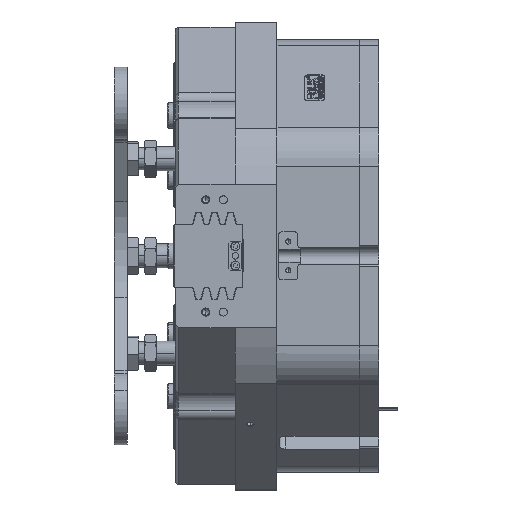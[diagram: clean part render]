
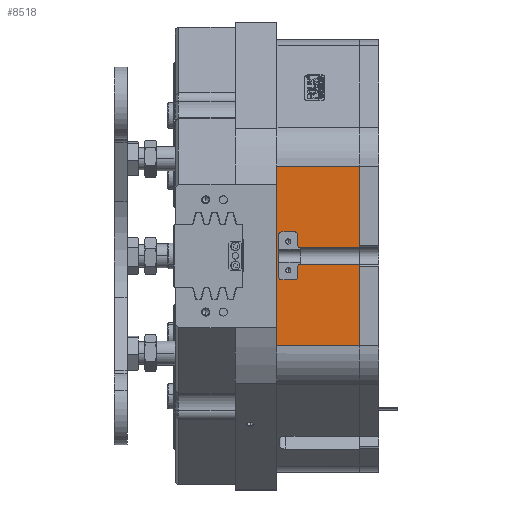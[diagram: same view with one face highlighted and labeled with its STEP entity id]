
A CAD part, left-side view. The second image highlights one B-rep face of the part: STEP entity #8518.
In plain terms, the highlighted planar face has unit normal (-1, 0, 0).
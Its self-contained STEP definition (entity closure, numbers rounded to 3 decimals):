
#633 = CARTESIAN_POINT ( 'NONE',  ( -119., 0., 56.003 ) ) ;
#906 = LINE ( 'NONE', #33034, #18308 ) ;
#917 = ORIENTED_EDGE ( 'NONE', *, *, #20036, .T. ) ;
#1707 = EDGE_CURVE ( 'NONE', #28307, #38989, #19516, .T. ) ;
#2883 = CARTESIAN_POINT ( 'NONE',  ( -119., 38.5, 13. ) ) ;
#3353 = CARTESIAN_POINT ( 'NONE',  ( -119., 637.01, -5.5 ) ) ;
#3826 = EDGE_CURVE ( 'NONE', #61562, #22454, #23890, .T. ) ;
#4259 = VECTOR ( 'NONE', #39153, 1000. ) ;
#4292 = VERTEX_POINT ( 'NONE', #13410 ) ;
#4597 = VERTEX_POINT ( 'NONE', #34564 ) ;
#5021 = EDGE_CURVE ( 'NONE', #47521, #44466, #56582, .T. ) ;
#5209 = VERTEX_POINT ( 'NONE', #16914 ) ;
#5594 = ORIENTED_EDGE ( 'NONE', *, *, #24836, .T. ) ;
#6977 = CARTESIAN_POINT ( 'NONE',  ( -119., 0., -56.003 ) ) ;
#7494 = VERTEX_POINT ( 'NONE', #50840 ) ;
#7530 = DIRECTION ( 'NONE',  ( -1., 0., 0. ) ) ;
#8318 = VECTOR ( 'NONE', #33475, 1000. ) ;
#8352 = EDGE_CURVE ( 'NONE', #32061, #4597, #50210, .T. ) ;
#8518 = ADVANCED_FACE ( 'NONE', ( #32638 ), #15170, .T. ) ;
#8941 = CARTESIAN_POINT ( 'NONE',  ( -119., 40.5, -13. ) ) ;
#10082 = DIRECTION ( 'NONE',  ( 0., 0., 1. ) ) ;
#10487 = DIRECTION ( 'NONE',  ( 0., 0., -1. ) ) ;
#10640 = DIRECTION ( 'NONE',  ( -1., 0., 0. ) ) ;
#10649 = CARTESIAN_POINT ( 'NONE',  ( -119., 0., 5.5 ) ) ;
#12196 = ORIENTED_EDGE ( 'NONE', *, *, #19715, .F. ) ;
#12563 = DIRECTION ( 'NONE',  ( 0., 0., 1. ) ) ;
#12808 = ORIENTED_EDGE ( 'NONE', *, *, #13369, .F. ) ;
#12876 = LINE ( 'NONE', #59303, #30406 ) ;
#13354 = CIRCLE ( 'NONE', #27491, 1. ) ;
#13369 = EDGE_CURVE ( 'NONE', #5209, #7494, #44857, .T. ) ;
#13410 = CARTESIAN_POINT ( 'NONE',  ( -119., 50.5, 13. ) ) ;
#13464 = ORIENTED_EDGE ( 'NONE', *, *, #56864, .F. ) ;
#14199 = DIRECTION ( 'NONE',  ( 0., 0., 1. ) ) ;
#14683 = DIRECTION ( 'NONE',  ( 0., 1., 0. ) ) ;
#14716 = AXIS2_PLACEMENT_3D ( 'NONE', #8941, #42969, #37620 ) ;
#15170 = PLANE ( 'NONE',  #61229 ) ;
#15491 = ORIENTED_EDGE ( 'NONE', *, *, #32385, .F. ) ;
#15507 = ORIENTED_EDGE ( 'NONE', *, *, #1707, .F. ) ;
#16044 = CARTESIAN_POINT ( 'NONE',  ( -119., 50.5, -13. ) ) ;
#16255 = CARTESIAN_POINT ( 'NONE',  ( -119., 40.5, 15. ) ) ;
#16823 = ORIENTED_EDGE ( 'NONE', *, *, #50265, .T. ) ;
#16914 = CARTESIAN_POINT ( 'NONE',  ( -119., 51.8, -56.003 ) ) ;
#17106 = DIRECTION ( 'NONE',  ( 0., 1., 0. ) ) ;
#17534 = VECTOR ( 'NONE', #49039, 1000. ) ;
#17744 = LINE ( 'NONE', #31096, #45940 ) ;
#18119 = CARTESIAN_POINT ( 'NONE',  ( -119., 48.5, -15. ) ) ;
#18308 = VECTOR ( 'NONE', #18765, 1000. ) ;
#18765 = DIRECTION ( 'NONE',  ( 0., 0., -1. ) ) ;
#19087 = DIRECTION ( 'NONE',  ( -1., 0., 0. ) ) ;
#19132 = LINE ( 'NONE', #39060, #29778 ) ;
#19516 = LINE ( 'NONE', #26719, #46976 ) ;
#19715 = EDGE_CURVE ( 'NONE', #4597, #54689, #19132, .T. ) ;
#20036 = EDGE_CURVE ( 'NONE', #5209, #54689, #51116, .T. ) ;
#20562 = ORIENTED_EDGE ( 'NONE', *, *, #28596, .F. ) ;
#20962 = CARTESIAN_POINT ( 'NONE',  ( -119., 37.5, 5.5 ) ) ;
#21671 = VERTEX_POINT ( 'NONE', #2883 ) ;
#21738 = EDGE_CURVE ( 'NONE', #38989, #4292, #58582, .T. ) ;
#22454 = VERTEX_POINT ( 'NONE', #18119 ) ;
#22470 = DIRECTION ( 'NONE',  ( 0., 0., 1. ) ) ;
#23348 = VERTEX_POINT ( 'NONE', #41436 ) ;
#23890 = CIRCLE ( 'NONE', #29996, 2. ) ;
#24414 = CARTESIAN_POINT ( 'NONE',  ( -119., 38.5, -13. ) ) ;
#24591 = DIRECTION ( 'NONE',  ( 0., 1., 0. ) ) ;
#24836 = EDGE_CURVE ( 'NONE', #23348, #44466, #13354, .T. ) ;
#25149 = ORIENTED_EDGE ( 'NONE', *, *, #3826, .F. ) ;
#25354 = VERTEX_POINT ( 'NONE', #24414 ) ;
#26719 = CARTESIAN_POINT ( 'NONE',  ( -119., 637.01, 15. ) ) ;
#26995 = ORIENTED_EDGE ( 'NONE', *, *, #37614, .F. ) ;
#27491 = AXIS2_PLACEMENT_3D ( 'NONE', #39804, #10640, #35298 ) ;
#27577 = CIRCLE ( 'NONE', #41892, 1. ) ;
#28079 = ORIENTED_EDGE ( 'NONE', *, *, #8352, .F. ) ;
#28307 = VERTEX_POINT ( 'NONE', #16255 ) ;
#28596 = EDGE_CURVE ( 'NONE', #4292, #61562, #12876, .T. ) ;
#28803 = DIRECTION ( 'NONE',  ( -1., 0., 0. ) ) ;
#29150 = ORIENTED_EDGE ( 'NONE', *, *, #53858, .F. ) ;
#29299 = CARTESIAN_POINT ( 'NONE',  ( -119., 48.5, -13. ) ) ;
#29778 = VECTOR ( 'NONE', #49513, 1000. ) ;
#29996 = AXIS2_PLACEMENT_3D ( 'NONE', #29299, #19087, #58130 ) ;
#30111 = VERTEX_POINT ( 'NONE', #54849 ) ;
#30362 = VECTOR ( 'NONE', #14199, 1000. ) ;
#30406 = VECTOR ( 'NONE', #10487, 1000. ) ;
#31096 = CARTESIAN_POINT ( 'NONE',  ( -119., 38.5, 206.114 ) ) ;
#32061 = VERTEX_POINT ( 'NONE', #56334 ) ;
#32130 = VECTOR ( 'NONE', #24591, 1000. ) ;
#32385 = EDGE_CURVE ( 'NONE', #41031, #25354, #49061, .T. ) ;
#32638 = FACE_OUTER_BOUND ( 'NONE', #54742, .T. ) ;
#32943 = ORIENTED_EDGE ( 'NONE', *, *, #21738, .F. ) ;
#33034 = CARTESIAN_POINT ( 'NONE',  ( -119., 0., 206.114 ) ) ;
#33469 = CARTESIAN_POINT ( 'NONE',  ( -119., 38.5, 206.114 ) ) ;
#33475 = DIRECTION ( 'NONE',  ( 0., -1., 0. ) ) ;
#34205 = AXIS2_PLACEMENT_3D ( 'NONE', #42484, #41860, #22470 ) ;
#34564 = CARTESIAN_POINT ( 'NONE',  ( -119., 0., -5.5 ) ) ;
#34609 = VERTEX_POINT ( 'NONE', #633 ) ;
#35298 = DIRECTION ( 'NONE',  ( 0., 0., 1. ) ) ;
#36441 = CARTESIAN_POINT ( 'NONE',  ( -119., 48.5, 15. ) ) ;
#36988 = CARTESIAN_POINT ( 'NONE',  ( -119., 37.5, -6.5 ) ) ;
#37614 = EDGE_CURVE ( 'NONE', #22454, #41031, #51456, .T. ) ;
#37620 = DIRECTION ( 'NONE',  ( 0., 0., 1. ) ) ;
#38972 = ORIENTED_EDGE ( 'NONE', *, *, #41585, .F. ) ;
#38989 = VERTEX_POINT ( 'NONE', #36441 ) ;
#39060 = CARTESIAN_POINT ( 'NONE',  ( -119., 0., 206.114 ) ) ;
#39153 = DIRECTION ( 'NONE',  ( 0., -1., 0. ) ) ;
#39566 = VECTOR ( 'NONE', #14683, 1000. ) ;
#39804 = CARTESIAN_POINT ( 'NONE',  ( -119., 37.5, 6.5 ) ) ;
#41031 = VERTEX_POINT ( 'NONE', #53394 ) ;
#41436 = CARTESIAN_POINT ( 'NONE',  ( -119., 38.5, 6.5 ) ) ;
#41532 = DIRECTION ( 'NONE',  ( 0., 0., 1. ) ) ;
#41585 = EDGE_CURVE ( 'NONE', #23348, #21671, #59567, .T. ) ;
#41860 = DIRECTION ( 'NONE',  ( -1., 0., 0. ) ) ;
#41892 = AXIS2_PLACEMENT_3D ( 'NONE', #36988, #41919, #60727 ) ;
#41919 = DIRECTION ( 'NONE',  ( -1., 0., 0. ) ) ;
#42319 = EDGE_CURVE ( 'NONE', #34609, #7494, #50276, .T. ) ;
#42484 = CARTESIAN_POINT ( 'NONE',  ( -119., 40.5, 13. ) ) ;
#42969 = DIRECTION ( 'NONE',  ( -1., 0., 0. ) ) ;
#44142 = CARTESIAN_POINT ( 'NONE',  ( -119., 637.01, -56.003 ) ) ;
#44283 = CARTESIAN_POINT ( 'NONE',  ( -119., 637.01, 56.003 ) ) ;
#44466 = VERTEX_POINT ( 'NONE', #20962 ) ;
#44857 = LINE ( 'NONE', #58352, #30362 ) ;
#45940 = VECTOR ( 'NONE', #12563, 1000. ) ;
#46976 = VECTOR ( 'NONE', #17106, 1000. ) ;
#47521 = VERTEX_POINT ( 'NONE', #10649 ) ;
#48164 = DIRECTION ( 'NONE',  ( 0., 0., 1. ) ) ;
#48351 = ORIENTED_EDGE ( 'NONE', *, *, #5021, .F. ) ;
#49039 = DIRECTION ( 'NONE',  ( 0., -1., 0. ) ) ;
#49061 = CIRCLE ( 'NONE', #14716, 2. ) ;
#49513 = DIRECTION ( 'NONE',  ( 0., 0., -1. ) ) ;
#50210 = LINE ( 'NONE', #3353, #8318 ) ;
#50265 = EDGE_CURVE ( 'NONE', #32061, #30111, #27577, .T. ) ;
#50276 = LINE ( 'NONE', #44283, #39566 ) ;
#50840 = CARTESIAN_POINT ( 'NONE',  ( -119., 51.8, 56.003 ) ) ;
#51116 = LINE ( 'NONE', #44142, #17534 ) ;
#51456 = LINE ( 'NONE', #62684, #4259 ) ;
#53330 = CARTESIAN_POINT ( 'NONE',  ( -119., 637.01, 206.114 ) ) ;
#53356 = ORIENTED_EDGE ( 'NONE', *, *, #58398, .F. ) ;
#53394 = CARTESIAN_POINT ( 'NONE',  ( -119., 40.5, -15. ) ) ;
#53858 = EDGE_CURVE ( 'NONE', #21671, #28307, #62257, .T. ) ;
#54689 = VERTEX_POINT ( 'NONE', #6977 ) ;
#54742 = EDGE_LOOP ( 'NONE', ( #61734, #12808, #917, #12196, #28079, #16823, #13464, #15491, #26995, #25149, #20562, #32943, #15507, #29150, #38972, #5594, #48351, #53356 ) ) ;
#54849 = CARTESIAN_POINT ( 'NONE',  ( -119., 38.5, -6.5 ) ) ;
#56334 = CARTESIAN_POINT ( 'NONE',  ( -119., 37.5, -5.5 ) ) ;
#56582 = LINE ( 'NONE', #62586, #32130 ) ;
#56864 = EDGE_CURVE ( 'NONE', #25354, #30111, #17744, .T. ) ;
#58130 = DIRECTION ( 'NONE',  ( 0., 0., 1. ) ) ;
#58352 = CARTESIAN_POINT ( 'NONE',  ( -119., 51.8, -5.5 ) ) ;
#58398 = EDGE_CURVE ( 'NONE', #34609, #47521, #906, .T. ) ;
#58582 = CIRCLE ( 'NONE', #59654, 2. ) ;
#58771 = VECTOR ( 'NONE', #48164, 1000. ) ;
#59303 = CARTESIAN_POINT ( 'NONE',  ( -119., 50.5, 206.114 ) ) ;
#59567 = LINE ( 'NONE', #33469, #58771 ) ;
#59654 = AXIS2_PLACEMENT_3D ( 'NONE', #61003, #7530, #41532 ) ;
#60727 = DIRECTION ( 'NONE',  ( 0., 0., 1. ) ) ;
#61003 = CARTESIAN_POINT ( 'NONE',  ( -119., 48.5, 13. ) ) ;
#61229 = AXIS2_PLACEMENT_3D ( 'NONE', #53330, #28803, #10082 ) ;
#61562 = VERTEX_POINT ( 'NONE', #16044 ) ;
#61734 = ORIENTED_EDGE ( 'NONE', *, *, #42319, .T. ) ;
#62257 = CIRCLE ( 'NONE', #34205, 2. ) ;
#62586 = CARTESIAN_POINT ( 'NONE',  ( -119., 637.01, 5.5 ) ) ;
#62684 = CARTESIAN_POINT ( 'NONE',  ( -119., 637.01, -15. ) ) ;
